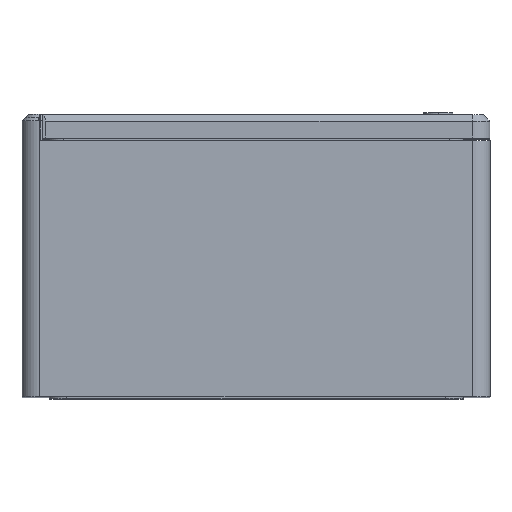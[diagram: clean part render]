
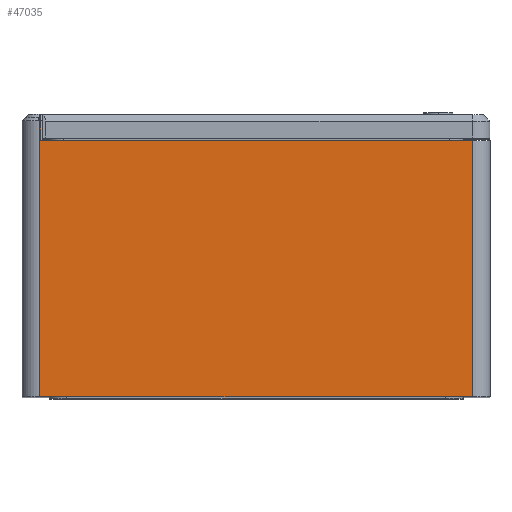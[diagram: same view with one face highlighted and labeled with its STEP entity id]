
A CAD part, top view. The second image highlights one B-rep face of the part: STEP entity #47035.
In plain terms, the highlighted planar face has unit normal (0, 0, 1).
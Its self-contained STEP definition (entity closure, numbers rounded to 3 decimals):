
#467 = CARTESIAN_POINT ( 'NONE',  ( 185., 219., 250. ) ) ;
#1239 = EDGE_CURVE ( 'NONE', #12634, #54850, #10763, .T. ) ;
#2478 = VERTEX_POINT ( 'NONE', #39085 ) ;
#3675 = FACE_OUTER_BOUND ( 'NONE', #53360, .T. ) ;
#4009 = CARTESIAN_POINT ( 'NONE',  ( -185., 219., 250. ) ) ;
#4468 = VECTOR ( 'NONE', #41373, 1000. ) ;
#7642 = ORIENTED_EDGE ( 'NONE', *, *, #23830, .T. ) ;
#8902 = LINE ( 'NONE', #27428, #4468 ) ;
#10326 = ORIENTED_EDGE ( 'NONE', *, *, #17172, .F. ) ;
#10763 = LINE ( 'NONE', #29585, #21005 ) ;
#12634 = VERTEX_POINT ( 'NONE', #14720 ) ;
#12803 = ORIENTED_EDGE ( 'NONE', *, *, #26196, .T. ) ;
#12866 = ORIENTED_EDGE ( 'NONE', *, *, #20977, .T. ) ;
#12874 = LINE ( 'NONE', #40834, #49459 ) ;
#12899 = EDGE_CURVE ( 'NONE', #26936, #44859, #8902, .T. ) ;
#14720 = CARTESIAN_POINT ( 'NONE',  ( -184., 219., 250. ) ) ;
#14848 = CARTESIAN_POINT ( 'NONE',  ( 185., 0., 250. ) ) ;
#17172 = EDGE_CURVE ( 'NONE', #54850, #49057, #45754, .T. ) ;
#20806 = LINE ( 'NONE', #57850, #32968 ) ;
#20977 = EDGE_CURVE ( 'NONE', #2478, #49057, #12874, .T. ) ;
#21005 = VECTOR ( 'NONE', #52365, 1000. ) ;
#21885 = PLANE ( 'NONE',  #25267 ) ;
#22489 = ORIENTED_EDGE ( 'NONE', *, *, #1239, .F. ) ;
#23830 = EDGE_CURVE ( 'NONE', #44859, #2478, #55622, .T. ) ;
#25267 = AXIS2_PLACEMENT_3D ( 'NONE', #40136, #35576, #54096 ) ;
#26196 = EDGE_CURVE ( 'NONE', #12634, #26936, #20806, .T. ) ;
#26936 = VERTEX_POINT ( 'NONE', #40717 ) ;
#27428 = CARTESIAN_POINT ( 'NONE',  ( 185., 236., 250. ) ) ;
#29373 = CARTESIAN_POINT ( 'NONE',  ( -185., 236., 250. ) ) ;
#29585 = CARTESIAN_POINT ( 'NONE',  ( 185., 219., 250. ) ) ;
#31439 = DIRECTION ( 'NONE',  ( 0., 1., 0. ) ) ;
#32968 = VECTOR ( 'NONE', #31439, 1000. ) ;
#34098 = CARTESIAN_POINT ( 'NONE',  ( 185., 219., 250. ) ) ;
#35576 = DIRECTION ( 'NONE',  ( 0., 0., -1. ) ) ;
#37527 = DIRECTION ( 'NONE',  ( 0., -1., 0. ) ) ;
#39085 = CARTESIAN_POINT ( 'NONE',  ( -185., 0., 250. ) ) ;
#40136 = CARTESIAN_POINT ( 'NONE',  ( 185., 219., 250. ) ) ;
#40717 = CARTESIAN_POINT ( 'NONE',  ( -184., 236., 250. ) ) ;
#40834 = CARTESIAN_POINT ( 'NONE',  ( 185., 0., 250. ) ) ;
#41056 = DIRECTION ( 'NONE',  ( 0., -1., 0. ) ) ;
#41373 = DIRECTION ( 'NONE',  ( -1., 0., 0. ) ) ;
#44859 = VERTEX_POINT ( 'NONE', #29373 ) ;
#45754 = LINE ( 'NONE', #467, #50301 ) ;
#47035 = ADVANCED_FACE ( 'NONE', ( #3675 ), #21885, .F. ) ;
#48499 = ORIENTED_EDGE ( 'NONE', *, *, #12899, .T. ) ;
#49057 = VERTEX_POINT ( 'NONE', #14848 ) ;
#49459 = VECTOR ( 'NONE', #55079, 1000. ) ;
#50301 = VECTOR ( 'NONE', #37527, 1000. ) ;
#52365 = DIRECTION ( 'NONE',  ( 1., 0., 0. ) ) ;
#53360 = EDGE_LOOP ( 'NONE', ( #22489, #12803, #48499, #7642, #12866, #10326 ) ) ;
#53827 = VECTOR ( 'NONE', #41056, 1000. ) ;
#54096 = DIRECTION ( 'NONE',  ( -1., 0., 0. ) ) ;
#54850 = VERTEX_POINT ( 'NONE', #34098 ) ;
#55079 = DIRECTION ( 'NONE',  ( 1., 0., 0. ) ) ;
#55622 = LINE ( 'NONE', #4009, #53827 ) ;
#57850 = CARTESIAN_POINT ( 'NONE',  ( -184., 219., 250. ) ) ;
